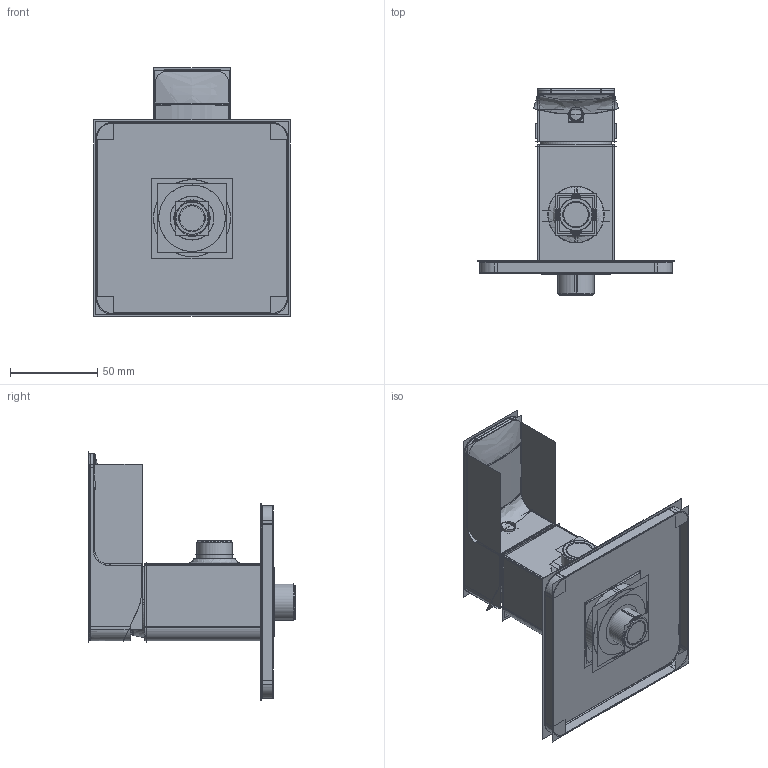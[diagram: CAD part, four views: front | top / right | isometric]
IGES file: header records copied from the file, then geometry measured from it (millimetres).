
Start section:  PTC IGES file: 0.igs
Global section: file name: 0.igs; native system: Creo Parametric by PTC Inc.; preprocessor: 2022162; author: 10114295; organization: Unknown; date: 20230328.132815; units: millimetre
Bounding box: 112.32 x 118.03 x 142.26 mm (x, y, z)
Volume: 157218.9 mm3; surface area: 787262.2 mm2
Topology: 23 solids, 29 shells, 2682 faces, 16336 edges, 22683 vertices
Faces by surface type: revolution 1618, bspline 1048, extrusion 16
